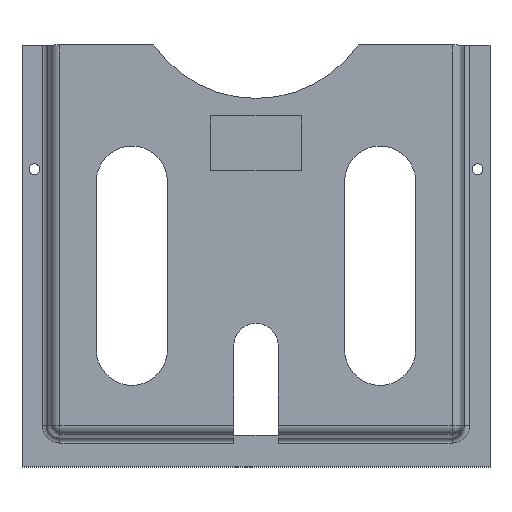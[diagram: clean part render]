
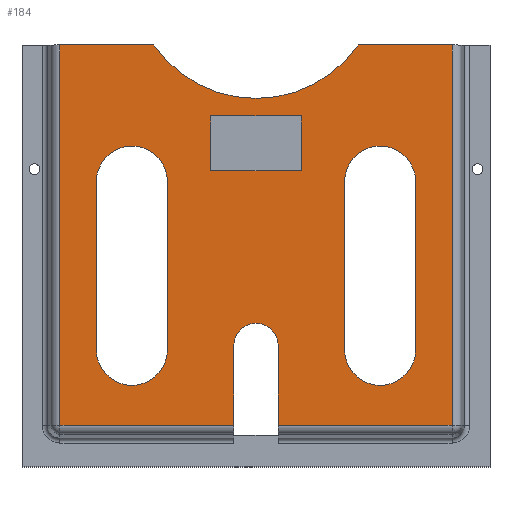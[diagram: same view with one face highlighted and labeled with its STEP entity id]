
A CAD part, top view. The second image highlights one B-rep face of the part: STEP entity #184.
In plain terms, the highlighted planar face has unit normal (0, 0, 1).
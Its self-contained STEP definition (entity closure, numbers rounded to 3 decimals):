
#184=ADVANCED_FACE('',(#391,#392,#393,#394),#395,.F.);
#391=FACE_OUTER_BOUND('',#615,.T.);
#392=FACE_BOUND('',#616,.T.);
#393=FACE_BOUND('',#617,.T.);
#394=FACE_BOUND('',#618,.T.);
#395=PLANE('',#619);
#615=EDGE_LOOP('',(#1119,#1120,#1121,#1122,#1123,#1124,#1125,#1126,#1127,#1128,#1129,#1130));
#616=EDGE_LOOP('',(#1131,#1132,#1133,#1134));
#617=EDGE_LOOP('',(#1135,#1136,#1137,#1138));
#618=EDGE_LOOP('',(#1139,#1140,#1141,#1142));
#619=AXIS2_PLACEMENT_3D('',#1143,#1144,#1145);
#1119=ORIENTED_EDGE('',*,*,#1423,.T.);
#1120=ORIENTED_EDGE('',*,*,#1450,.F.);
#1121=ORIENTED_EDGE('',*,*,#1545,.F.);
#1122=ORIENTED_EDGE('',*,*,#1546,.F.);
#1123=ORIENTED_EDGE('',*,*,#1514,.T.);
#1124=ORIENTED_EDGE('',*,*,#1511,.T.);
#1125=ORIENTED_EDGE('',*,*,#1547,.T.);
#1126=ORIENTED_EDGE('',*,*,#1548,.F.);
#1127=ORIENTED_EDGE('',*,*,#1549,.T.);
#1128=ORIENTED_EDGE('',*,*,#1444,.F.);
#1129=ORIENTED_EDGE('',*,*,#1439,.T.);
#1130=ORIENTED_EDGE('',*,*,#1431,.T.);
#1131=ORIENTED_EDGE('',*,*,#1377,.T.);
#1132=ORIENTED_EDGE('',*,*,#1385,.T.);
#1133=ORIENTED_EDGE('',*,*,#1383,.T.);
#1134=ORIENTED_EDGE('',*,*,#1380,.T.);
#1135=ORIENTED_EDGE('',*,*,#1397,.T.);
#1136=ORIENTED_EDGE('',*,*,#1393,.T.);
#1137=ORIENTED_EDGE('',*,*,#1389,.T.);
#1138=ORIENTED_EDGE('',*,*,#1401,.T.);
#1139=ORIENTED_EDGE('',*,*,#1413,.T.);
#1140=ORIENTED_EDGE('',*,*,#1409,.T.);
#1141=ORIENTED_EDGE('',*,*,#1405,.T.);
#1142=ORIENTED_EDGE('',*,*,#1417,.T.);
#1143=CARTESIAN_POINT('',(132.0,130.732,32.0));
#1144=DIRECTION('',(0.0,0.0,-1.0));
#1145=DIRECTION('',(0.0,-1.0,0.0));
#1377=EDGE_CURVE('',#1651,#1653,#1655,.T.);
#1380=EDGE_CURVE('',#1657,#1651,#1659,.T.);
#1383=EDGE_CURVE('',#1661,#1657,#1663,.T.);
#1385=EDGE_CURVE('',#1653,#1661,#1665,.T.);
#1389=EDGE_CURVE('',#1672,#1670,#1673,.T.);
#1393=EDGE_CURVE('',#1678,#1672,#1679,.T.);
#1397=EDGE_CURVE('',#1684,#1678,#1685,.T.);
#1401=EDGE_CURVE('',#1670,#1684,#1689,.T.);
#1405=EDGE_CURVE('',#1696,#1694,#1697,.T.);
#1409=EDGE_CURVE('',#1702,#1696,#1703,.T.);
#1413=EDGE_CURVE('',#1708,#1702,#1709,.T.);
#1417=EDGE_CURVE('',#1694,#1708,#1713,.T.);
#1423=EDGE_CURVE('',#1723,#1721,#1724,.T.);
#1431=EDGE_CURVE('',#1737,#1723,#1738,.T.);
#1439=EDGE_CURVE('',#1750,#1737,#1751,.T.);
#1444=EDGE_CURVE('',#1750,#1758,#1759,.T.);
#1450=EDGE_CURVE('',#1766,#1721,#1768,.T.);
#1511=EDGE_CURVE('',#1863,#1861,#1864,.T.);
#1514=EDGE_CURVE('',#1867,#1863,#1868,.T.);
#1545=EDGE_CURVE('',#1912,#1766,#1913,.T.);
#1546=EDGE_CURVE('',#1867,#1912,#1914,.T.);
#1547=EDGE_CURVE('',#1861,#1915,#1916,.T.);
#1548=EDGE_CURVE('',#1917,#1915,#1918,.T.);
#1549=EDGE_CURVE('',#1917,#1758,#1919,.T.);
#1651=VERTEX_POINT('',#2041);
#1653=VERTEX_POINT('',#2044);
#1655=LINE('',#2047,#2048);
#1657=VERTEX_POINT('',#2050);
#1659=LINE('',#2053,#2054);
#1661=VERTEX_POINT('',#2056);
#1663=LINE('',#2059,#2060);
#1665=LINE('',#2062,#2063);
#1670=VERTEX_POINT('',#2069);
#1672=VERTEX_POINT('',#2072);
#1673=LINE('',#2073,#2074);
#1678=VERTEX_POINT('',#2080);
#1679=CIRCLE('',#2081,20.0);
#1684=VERTEX_POINT('',#2088);
#1685=LINE('',#2089,#2090);
#1689=CIRCLE('',#2095,20.0);
#1694=VERTEX_POINT('',#2101);
#1696=VERTEX_POINT('',#2104);
#1697=LINE('',#2105,#2106);
#1702=VERTEX_POINT('',#2112);
#1703=CIRCLE('',#2113,20.0);
#1708=VERTEX_POINT('',#2120);
#1709=LINE('',#2121,#2122);
#1713=CIRCLE('',#2127,20.0);
#1721=VERTEX_POINT('',#2137);
#1723=VERTEX_POINT('',#2139);
#1724=LINE('',#2140,#2141);
#1737=VERTEX_POINT('',#2157);
#1738=CIRCLE('',#2158,12.5);
#1750=VERTEX_POINT('',#2174);
#1751=LINE('',#2175,#2176);
#1758=VERTEX_POINT('',#2184);
#1759=LINE('',#2185,#2186);
#1766=VERTEX_POINT('',#2195);
#1768=LINE('',#2197,#2198);
#1861=VERTEX_POINT('',#2325);
#1863=VERTEX_POINT('',#2328);
#1864=CIRCLE('',#2329,70.1);
#1867=VERTEX_POINT('',#2333);
#1868=LINE('',#2334,#2335);
#1912=VERTEX_POINT('',#2391);
#1913=CIRCLE('',#2392,0.045);
#1914=LINE('',#2393,#2394);
#1915=VERTEX_POINT('',#2395);
#1916=LINE('',#2396,#2397);
#1917=VERTEX_POINT('',#2398);
#1918=LINE('',#2399,#2400);
#1919=CIRCLE('',#2401,0.045);
#2041=CARTESIAN_POINT('',(157.5,167.0,32.0));
#2044=CARTESIAN_POINT('',(106.5,167.0,32.0));
#2047=CARTESIAN_POINT('',(132.0,167.0,32.0));
#2048=VECTOR('',#2508,1.0);
#2050=CARTESIAN_POINT('',(157.5,198.0,32.0));
#2053=CARTESIAN_POINT('',(157.5,156.616,32.0));
#2054=VECTOR('',#2510,1.0);
#2056=CARTESIAN_POINT('',(106.5,198.0,32.0));
#2059=CARTESIAN_POINT('',(132.0,198.0,32.0));
#2060=VECTOR('',#2512,1.0);
#2062=CARTESIAN_POINT('',(106.5,156.616,32.0));
#2063=VECTOR('',#2513,1.0);
#2069=CARTESIAN_POINT('',(42.0,161.0,32.0));
#2072=CARTESIAN_POINT('',(42.0,66.0,32.0));
#2073=CARTESIAN_POINT('',(42.0,122.116,32.0));
#2074=VECTOR('',#2516,1.0);
#2080=CARTESIAN_POINT('',(82.0,66.0,32.0));
#2081=AXIS2_PLACEMENT_3D('',#2521,#2522,#2523);
#2088=CARTESIAN_POINT('',(82.0,161.0,32.0));
#2089=CARTESIAN_POINT('',(82.0,122.116,32.0));
#2090=VECTOR('',#2526,1.0);
#2095=AXIS2_PLACEMENT_3D('',#2531,#2532,#2533);
#2101=CARTESIAN_POINT('',(182.0,161.0,32.0));
#2104=CARTESIAN_POINT('',(182.0,66.0,32.0));
#2105=CARTESIAN_POINT('',(182.0,122.116,32.0));
#2106=VECTOR('',#2536,1.0);
#2112=CARTESIAN_POINT('',(222.0,66.0,32.0));
#2113=AXIS2_PLACEMENT_3D('',#2541,#2542,#2543);
#2120=CARTESIAN_POINT('',(222.0,161.0,32.0));
#2121=CARTESIAN_POINT('',(222.0,122.116,32.0));
#2122=VECTOR('',#2546,1.0);
#2127=AXIS2_PLACEMENT_3D('',#2551,#2552,#2553);
#2137=CARTESIAN_POINT('',(144.5,23.455,32.));
#2139=CARTESIAN_POINT('',(144.5,68.5,32.0));
#2140=CARTESIAN_POINT('',(144.5,72.116,32.0));
#2141=VECTOR('',#2562,1.0);
#2157=CARTESIAN_POINT('',(119.5,68.5,32.0));
#2158=AXIS2_PLACEMENT_3D('',#2575,#2576,#2577);
#2174=CARTESIAN_POINT('',(119.5,23.455,32.));
#2175=CARTESIAN_POINT('',(119.5,72.116,32.0));
#2176=VECTOR('',#2588,1.0);
#2184=CARTESIAN_POINT('',(21.425,23.455,32.));
#2185=CARTESIAN_POINT('',(242.575,23.455,32.));
#2186=VECTOR('',#2596,1.0);
#2195=CARTESIAN_POINT('',(242.575,23.455,32.));
#2197=CARTESIAN_POINT('',(242.575,23.455,32.));
#2198=VECTOR('',#2605,1.0);
#2325=CARTESIAN_POINT('',(74.433,238.0,32.0));
#2328=CARTESIAN_POINT('',(189.567,238.0,32.0));
#2329=AXIS2_PLACEMENT_3D('',#2677,#2678,#2679);
#2333=CARTESIAN_POINT('',(242.62,238.0,32.0));
#2334=CARTESIAN_POINT('',(132.0,238.0,32.0));
#2335=VECTOR('',#2681,1.0);
#2391=CARTESIAN_POINT('',(242.62,23.5,32.));
#2392=AXIS2_PLACEMENT_3D('',#2727,#2728,#2729);
#2393=CARTESIAN_POINT('',(242.62,452.5,32.));
#2394=VECTOR('',#2730,1.0);
#2395=CARTESIAN_POINT('',(21.38,238.0,32.0));
#2396=CARTESIAN_POINT('',(132.0,238.0,32.0));
#2397=VECTOR('',#2731,1.0);
#2398=CARTESIAN_POINT('',(21.38,23.5,32.));
#2399=CARTESIAN_POINT('',(21.38,23.5,32.));
#2400=VECTOR('',#2732,1.0);
#2401=AXIS2_PLACEMENT_3D('',#2733,#2734,#2735);
#2508=DIRECTION('',(-1.0,0.0,0.0));
#2510=DIRECTION('',(-0.0,-1.0,-0.0));
#2512=DIRECTION('',(1.0,0.0,0.0));
#2513=DIRECTION('',(-0.0,1.0,0.0));
#2516=DIRECTION('',(0.0,1.0,0.0));
#2521=CARTESIAN_POINT('',(62.0,66.0,32.0));
#2522=DIRECTION('',(0.0,0.0,-1.0));
#2523=DIRECTION('',(1.0,0.,0.0));
#2526=DIRECTION('',(0.0,-1.0,-0.0));
#2531=CARTESIAN_POINT('',(62.0,161.0,32.0));
#2532=DIRECTION('',(0.0,0.0,-1.0));
#2533=DIRECTION('',(-1.0,0.0,0.0));
#2536=DIRECTION('',(0.0,1.0,0.0));
#2541=CARTESIAN_POINT('',(202.0,66.0,32.0));
#2542=DIRECTION('',(0.0,0.0,-1.0));
#2543=DIRECTION('',(1.0,0.,0.0));
#2546=DIRECTION('',(0.0,-1.0,-0.0));
#2551=CARTESIAN_POINT('',(202.0,161.0,32.0));
#2552=DIRECTION('',(0.0,0.0,-1.0));
#2553=DIRECTION('',(-1.0,0.0,0.0));
#2562=DIRECTION('',(0.0,-1.0,-0.0));
#2575=CARTESIAN_POINT('',(132.0,68.5,32.0));
#2576=DIRECTION('',(0.0,0.0,-1.0));
#2577=DIRECTION('',(-1.0,0.0,0.0));
#2588=DIRECTION('',(0.0,1.0,0.0));
#2596=DIRECTION('',(-1.0,0.0,0.0));
#2605=DIRECTION('',(-1.0,0.0,0.0));
#2677=CARTESIAN_POINT('',(132.0,278.0,32.0));
#2678=DIRECTION('',(0.0,0.0,-1.0));
#2679=DIRECTION('',(-1.0,0.0,0.0));
#2681=DIRECTION('',(-1.0,0.0,0.0));
#2727=CARTESIAN_POINT('',(242.575,23.5,32.));
#2728=DIRECTION('',(0.0,0.0,-1.0));
#2729=DIRECTION('',(1.0,0.0,0.0));
#2730=DIRECTION('',(0.0,-1.0,0.0));
#2731=DIRECTION('',(-1.0,0.0,0.0));
#2732=DIRECTION('',(0.0,1.0,0.0));
#2733=CARTESIAN_POINT('',(21.425,23.5,32.));
#2734=DIRECTION('',(0.0,0.0,1.0));
#2735=DIRECTION('',(-1.0,0.0,0.0));
